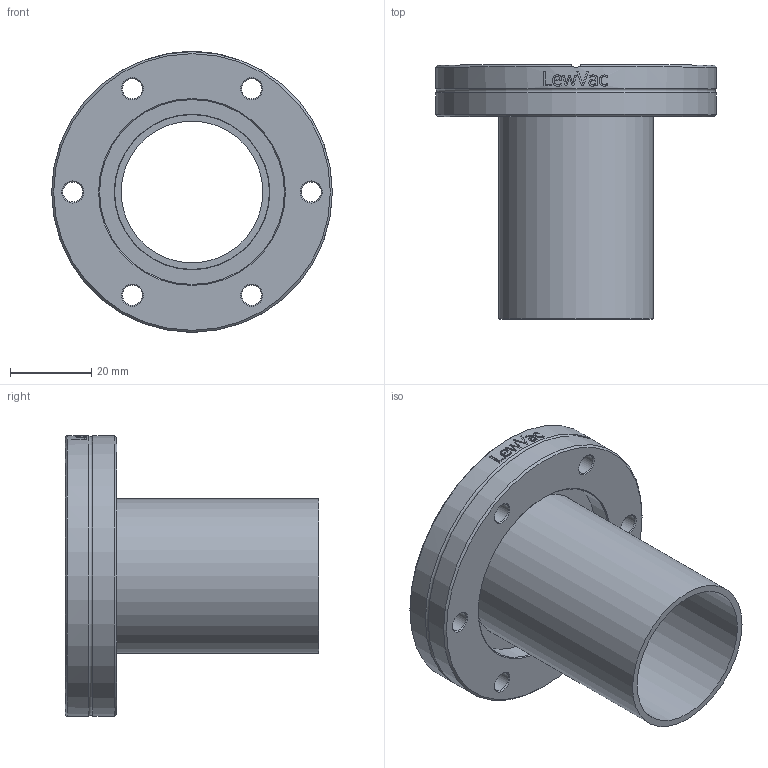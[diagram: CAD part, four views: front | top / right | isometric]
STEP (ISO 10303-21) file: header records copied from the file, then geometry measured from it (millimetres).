
FILE_DESCRIPTION(/* description */ (''),/* implementation_level */ '2;1');
FILE_NAME(/* name */ 'FL-HN40CFRT.stp',/* time_stamp */ '2018-01-22T16:03:34+00:00',/* author */ ('paul'),/* organization */ (''),/* preprocessor_version */ 'ST-DEVELOPER v16.13',/* originating_system */ 'Autodesk Inventor 2018',/* authorisation */ '');
FILE_SCHEMA (('AUTOMOTIVE_DESIGN { 1 0 10303 214 3 1 1 }'));
Length unit declared in the file: millimetre
Products named in the file (4): FL-HN40CFRT; FL-40CFbored for 38.1 tube rotatable inner; tube 38.1 x 57.2; FL-40CF-OUTTAP
Assembly tree (3 placements, depth 2):
  FL-HN40CFRT
    FL-40CFbored for 38.1 tube rotatable inner
    tube 38.1 x 57.2
    FL-40CF-OUTTAP
Bounding box: 69.1 x 62.5 x 69.1 mm (x, y, z)
Volume: 39372 mm3; surface area: 26615.4 mm2
Topology: 3 solids, 3 shells, 136 faces, 352 edges, 231 vertices
Faces by surface type: plane 51, bspline 41, cylinder 25, cone 18, torus 1
Full cylindrical faces by diameter (mm): 4.917 x6, 34.9 x2, 38.1 x1, 38.3 x1, 45.5 x1, 48.1 x1, 48.3 x1, 69.1 x2
Entity records: 5549 total; most frequent: CARTESIAN_POINT 2415, ORIENTED_EDGE 624, DIRECTION 535, EDGE_CURVE 312, VERTEX_POINT 223, AXIS2_PLACEMENT_3D 212, EDGE_LOOP 195, FACE_OUTER_BOUND 136
